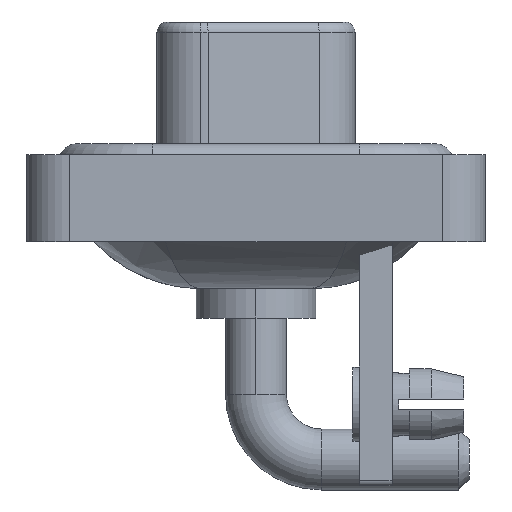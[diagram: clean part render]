
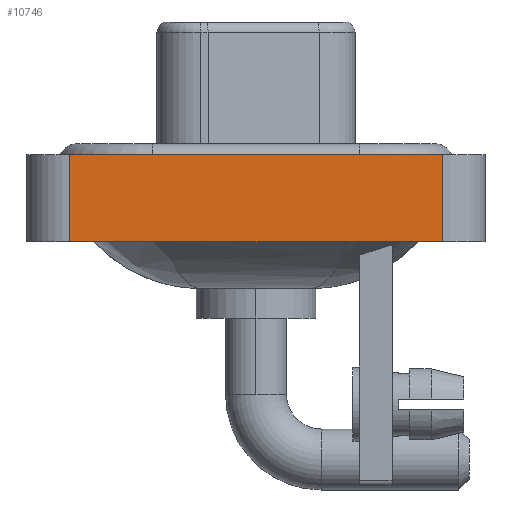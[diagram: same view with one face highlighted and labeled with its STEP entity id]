
A CAD part, left-side view. The second image highlights one B-rep face of the part: STEP entity #10746.
In plain terms, the highlighted planar face has unit normal (-1, 0, 0).
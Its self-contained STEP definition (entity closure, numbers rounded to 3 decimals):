
#352 = LINE ( 'NONE', #6993, #14262 ) ;
#514 = DIRECTION ( 'NONE',  ( 0., 0., 1. ) ) ;
#2709 = EDGE_CURVE ( 'NONE', #15092, #15611, #7661, .T. ) ;
#3100 = ORIENTED_EDGE ( 'NONE', *, *, #13697, .T. ) ;
#3158 = CARTESIAN_POINT ( 'NONE',  ( -7.25, 8.55, 0.4 ) ) ;
#3328 = VECTOR ( 'NONE', #6210, 1000. ) ;
#3559 = CARTESIAN_POINT ( 'NONE',  ( -7.25, -8.55, 0.4 ) ) ;
#4255 = ORIENTED_EDGE ( 'NONE', *, *, #6330, .F. ) ;
#4628 = LINE ( 'NONE', #15143, #6926 ) ;
#4818 = VECTOR ( 'NONE', #16991, 1000. ) ;
#5023 = AXIS2_PLACEMENT_3D ( 'NONE', #12631, #11406, #514 ) ;
#6123 = CARTESIAN_POINT ( 'NONE',  ( -7.25, -8.55, -3.6 ) ) ;
#6139 = EDGE_CURVE ( 'NONE', #12573, #15611, #4628, .T. ) ;
#6210 = DIRECTION ( 'NONE',  ( 0., -1., 0. ) ) ;
#6330 = EDGE_CURVE ( 'NONE', #14047, #15092, #352, .T. ) ;
#6607 = ORIENTED_EDGE ( 'NONE', *, *, #2709, .F. ) ;
#6926 = VECTOR ( 'NONE', #7576, 1000. ) ;
#6993 = CARTESIAN_POINT ( 'NONE',  ( -7.25, 8.55, -3.6 ) ) ;
#7576 = DIRECTION ( 'NONE',  ( 0., 0., 1. ) ) ;
#7661 = LINE ( 'NONE', #3559, #4818 ) ;
#8038 = ORIENTED_EDGE ( 'NONE', *, *, #6139, .T. ) ;
#8344 = DIRECTION ( 'NONE',  ( 0., 0., 1. ) ) ;
#10502 = CARTESIAN_POINT ( 'NONE',  ( -7.25, 8.55, -3.6 ) ) ;
#10746 = ADVANCED_FACE ( 'NONE', ( #13953 ), #12723, .T. ) ;
#11406 = DIRECTION ( 'NONE',  ( -1., 0., 0. ) ) ;
#12573 = VERTEX_POINT ( 'NONE', #13848 ) ;
#12631 = CARTESIAN_POINT ( 'NONE',  ( -7.25, -8.55, -3.6 ) ) ;
#12723 = PLANE ( 'NONE',  #5023 ) ;
#13697 = EDGE_CURVE ( 'NONE', #14047, #12573, #15656, .T. ) ;
#13848 = CARTESIAN_POINT ( 'NONE',  ( -7.25, -8.55, -3.6 ) ) ;
#13953 = FACE_OUTER_BOUND ( 'NONE', #16525, .T. ) ;
#14047 = VERTEX_POINT ( 'NONE', #10502 ) ;
#14262 = VECTOR ( 'NONE', #8344, 1000. ) ;
#15092 = VERTEX_POINT ( 'NONE', #3158 ) ;
#15143 = CARTESIAN_POINT ( 'NONE',  ( -7.25, -8.55, -3.6 ) ) ;
#15611 = VERTEX_POINT ( 'NONE', #15687 ) ;
#15656 = LINE ( 'NONE', #6123, #3328 ) ;
#15687 = CARTESIAN_POINT ( 'NONE',  ( -7.25, -8.55, 0.4 ) ) ;
#16525 = EDGE_LOOP ( 'NONE', ( #8038, #6607, #4255, #3100 ) ) ;
#16991 = DIRECTION ( 'NONE',  ( 0., -1., 0. ) ) ;
